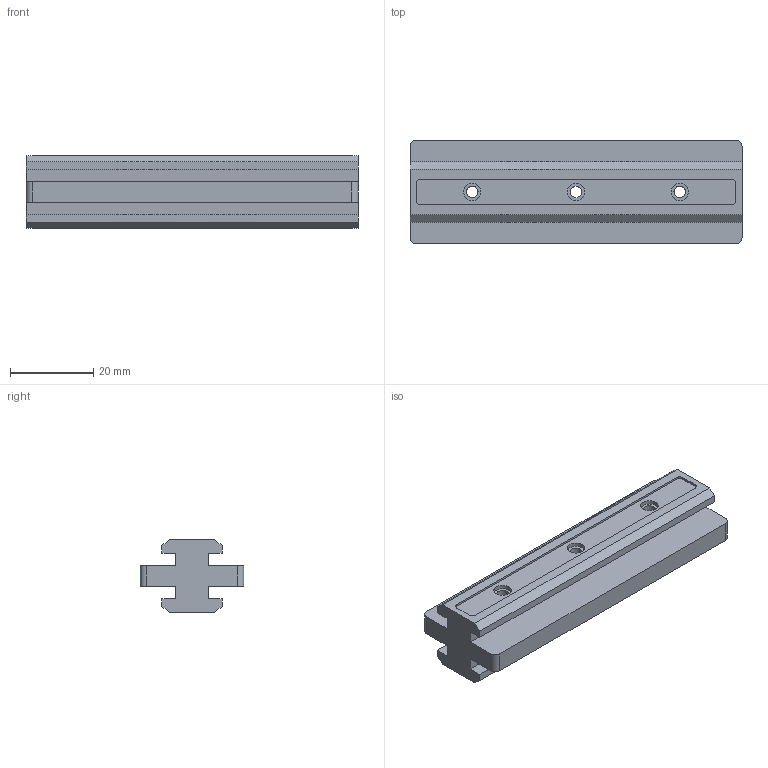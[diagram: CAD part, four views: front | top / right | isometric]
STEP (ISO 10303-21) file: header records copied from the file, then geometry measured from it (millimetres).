
FILE_DESCRIPTION(/* description */ ('STEP AP214'),/* implementation_level */ '2;1');
FILE_NAME(/* name */ '093SM08',/* time_stamp */ '2023-02-20T11:44:42+01:00',/* author */ ('License CC BY-ND 4.0'),/* organization */ ('CADENAS'),/* preprocessor_version */ 'ST-DEVELOPER v18.102',/* originating_system */ 'PARTsolutions',/* authorisation */ ' ');
FILE_SCHEMA (('AUTOMOTIVE_DESIGN {1 0 10303 214 3 1 1}'));
Length unit declared in the file: millimetre
Products named in the file (1): 093SM08
Bounding box: 80 x 25 x 17.5 mm (x, y, z)
Volume: 20029.3 mm3; surface area: 9748.6 mm2
Topology: 1 solids, 1 shells, 63 faces, 159 edges, 106 vertices
Faces by surface type: plane 42, cylinder 21
Full cylindrical faces by diameter (mm): 2.8 x3, 4.2 x6
Entity records: 1892 total; most frequent: DIRECTION 320, CARTESIAN_POINT 320, ORIENTED_EDGE 300, EDGE_CURVE 150, LINE 108, VECTOR 108, VERTEX_POINT 106, AXIS2_PLACEMENT_3D 106
